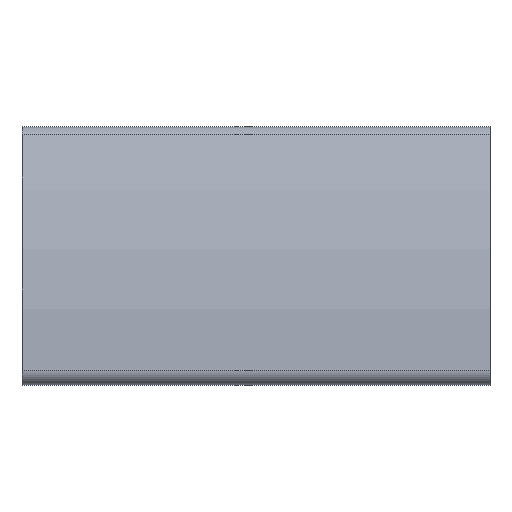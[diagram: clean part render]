
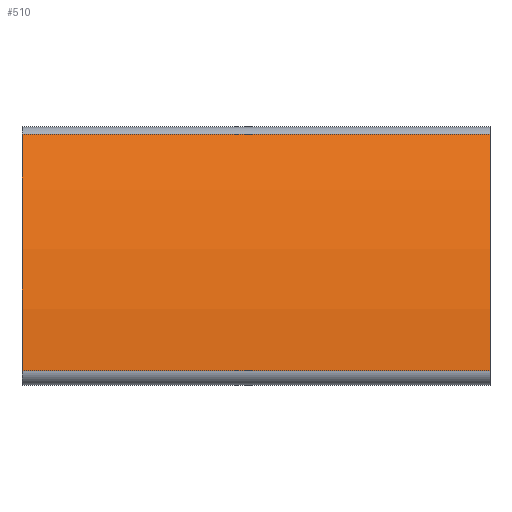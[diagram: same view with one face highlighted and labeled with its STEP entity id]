
A CAD part, left-side view. The second image highlights one B-rep face of the part: STEP entity #510.
In plain terms, the highlighted cylindrical face has radius 112.5 mm (diameter 225 mm), a partial arc.
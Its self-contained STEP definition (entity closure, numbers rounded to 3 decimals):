
#510 = ADVANCED_FACE( '', ( #1051 ), #1052, .T. );
#1051 = FACE_OUTER_BOUND( '', #1612, .T. );
#1052 = CYLINDRICAL_SURFACE( '', #1613, 112.5 );
#1612 = EDGE_LOOP( '', ( #3271, #3272, #3273, #3274 ) );
#1613 = AXIS2_PLACEMENT_3D( '', #3275, #3276, #3277 );
#3271 = ORIENTED_EDGE( '', *, *, #4168, .F. );
#3272 = ORIENTED_EDGE( '', *, *, #4198, .F. );
#3273 = ORIENTED_EDGE( '', *, *, #3725, .T. );
#3274 = ORIENTED_EDGE( '', *, *, #4012, .T. );
#3275 = CARTESIAN_POINT( '', ( 85.979, 100., -27.566 ) );
#3276 = DIRECTION( '', ( 0., 1., 0. ) );
#3277 = DIRECTION( '', ( 0., 0., -1. ) );
#3725 = EDGE_CURVE( '', #4635, #4633, #4636, .T. );
#4012 = EDGE_CURVE( '', #4633, #5050, #5052, .T. );
#4168 = EDGE_CURVE( '', #5246, #5050, #5248, .T. );
#4198 = EDGE_CURVE( '', #4635, #5246, #5280, .T. );
#4633 = VERTEX_POINT( '', #5804 );
#4635 = VERTEX_POINT( '', #5806 );
#4636 = CIRCLE( '', #5807, 112.5 );
#5050 = VERTEX_POINT( '', #6370 );
#5052 = LINE( '', #6372, #6373 );
#5246 = VERTEX_POINT( '', #6622 );
#5248 = CIRCLE( '', #6624, 112.5 );
#5280 = LINE( '', #6669, #6670 );
#5804 = CARTESIAN_POINT( '', ( -26.479, 100., -24.483 ) );
#5806 = CARTESIAN_POINT( '', ( -12.953, 100., 25.994 ) );
#5807 = AXIS2_PLACEMENT_3D( '', #7130, #7131, #7132 );
#6370 = CARTESIAN_POINT( '', ( -26.479, 0., -24.483 ) );
#6372 = CARTESIAN_POINT( '', ( -26.479, 100., -24.483 ) );
#6373 = VECTOR( '', #7459, 1000. );
#6622 = CARTESIAN_POINT( '', ( -12.953, 0., 25.994 ) );
#6624 = AXIS2_PLACEMENT_3D( '', #7668, #7669, #7670 );
#6669 = CARTESIAN_POINT( '', ( -12.953, 100., 25.994 ) );
#6670 = VECTOR( '', #7699, 1000. );
#7130 = CARTESIAN_POINT( '', ( 85.979, 100., -27.566 ) );
#7131 = DIRECTION( '', ( 0., -1., 0. ) );
#7132 = DIRECTION( '', ( 1., 0., 0. ) );
#7459 = DIRECTION( '', ( 0., -1., 0. ) );
#7668 = CARTESIAN_POINT( '', ( 85.979, 0., -27.566 ) );
#7669 = DIRECTION( '', ( 0., -1., 0. ) );
#7670 = DIRECTION( '', ( 1., 0., 0. ) );
#7699 = DIRECTION( '', ( 0., -1., 0. ) );
